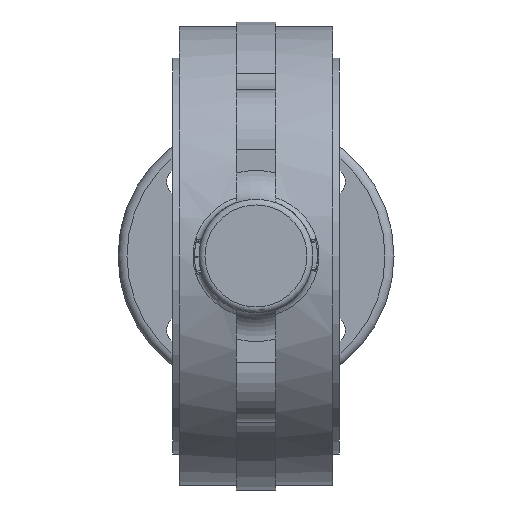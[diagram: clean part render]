
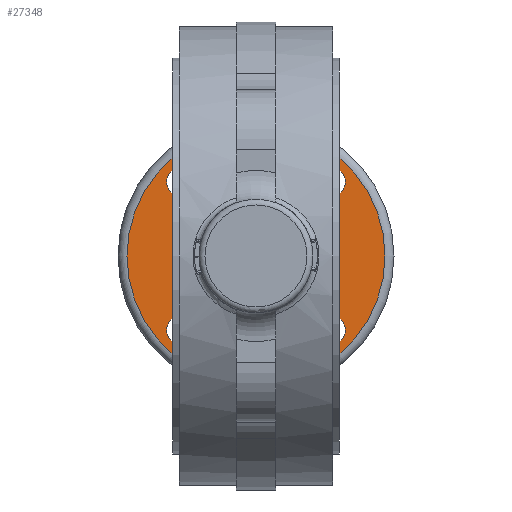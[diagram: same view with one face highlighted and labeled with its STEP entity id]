
A CAD part, front view. The second image highlights one B-rep face of the part: STEP entity #27348.
In plain terms, the highlighted planar face has unit normal (0, -1, 0).
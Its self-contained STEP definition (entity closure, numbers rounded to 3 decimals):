
#480=PLANE('',#28794);
#1174=FACE_BOUND('',#2536,.T.);
#1175=FACE_BOUND('',#2537,.T.);
#1176=FACE_BOUND('',#2538,.T.);
#1177=FACE_BOUND('',#2539,.T.);
#1178=FACE_BOUND('',#2540,.T.);
#1355=FACE_OUTER_BOUND('',#2535,.T.);
#2535=EDGE_LOOP('',(#18991,#18992));
#2536=EDGE_LOOP('',(#18993,#18994));
#2537=EDGE_LOOP('',(#18995,#18996));
#2538=EDGE_LOOP('',(#18997,#18998));
#2539=EDGE_LOOP('',(#18999,#19000));
#2540=EDGE_LOOP('',(#19001,#19002));
#3988=CIRCLE('',#28795,43.);
#3989=CIRCLE('',#28796,43.);
#3990=CIRCLE('',#28797,5.);
#3991=CIRCLE('',#28798,5.);
#3992=CIRCLE('',#28799,5.);
#3993=CIRCLE('',#28800,5.);
#3994=CIRCLE('',#28801,5.);
#3995=CIRCLE('',#28802,5.);
#3996=CIRCLE('',#28803,5.);
#3997=CIRCLE('',#28804,5.);
#3998=CIRCLE('',#28805,25.);
#3999=CIRCLE('',#28806,25.);
#11120=VERTEX_POINT('',#44937);
#11121=VERTEX_POINT('',#44938);
#11122=VERTEX_POINT('',#44941);
#11123=VERTEX_POINT('',#44942);
#11124=VERTEX_POINT('',#44945);
#11125=VERTEX_POINT('',#44946);
#11126=VERTEX_POINT('',#44949);
#11127=VERTEX_POINT('',#44950);
#11128=VERTEX_POINT('',#44953);
#11129=VERTEX_POINT('',#44954);
#11130=VERTEX_POINT('',#44957);
#11131=VERTEX_POINT('',#44958);
#14569=EDGE_CURVE('',#11120,#11121,#3988,.F.);
#14570=EDGE_CURVE('',#11121,#11120,#3989,.F.);
#14571=EDGE_CURVE('',#11122,#11123,#3990,.F.);
#14572=EDGE_CURVE('',#11123,#11122,#3991,.F.);
#14573=EDGE_CURVE('',#11124,#11125,#3992,.F.);
#14574=EDGE_CURVE('',#11125,#11124,#3993,.F.);
#14575=EDGE_CURVE('',#11126,#11127,#3994,.F.);
#14576=EDGE_CURVE('',#11127,#11126,#3995,.F.);
#14577=EDGE_CURVE('',#11128,#11129,#3996,.F.);
#14578=EDGE_CURVE('',#11129,#11128,#3997,.F.);
#14579=EDGE_CURVE('',#11130,#11131,#3998,.T.);
#14580=EDGE_CURVE('',#11131,#11130,#3999,.T.);
#18991=ORIENTED_EDGE('',*,*,#14569,.T.);
#18992=ORIENTED_EDGE('',*,*,#14570,.T.);
#18993=ORIENTED_EDGE('',*,*,#14571,.F.);
#18994=ORIENTED_EDGE('',*,*,#14572,.F.);
#18995=ORIENTED_EDGE('',*,*,#14573,.F.);
#18996=ORIENTED_EDGE('',*,*,#14574,.F.);
#18997=ORIENTED_EDGE('',*,*,#14575,.F.);
#18998=ORIENTED_EDGE('',*,*,#14576,.F.);
#18999=ORIENTED_EDGE('',*,*,#14577,.F.);
#19000=ORIENTED_EDGE('',*,*,#14578,.F.);
#19001=ORIENTED_EDGE('',*,*,#14579,.T.);
#19002=ORIENTED_EDGE('',*,*,#14580,.T.);
#27348=ADVANCED_FACE('',(#1355,#1174,#1175,#1176,#1177,#1178),#480,.F.);
#28794=AXIS2_PLACEMENT_3D('',#44936,#30386,#30387);
#28795=AXIS2_PLACEMENT_3D('',#44939,#30388,#30389);
#28796=AXIS2_PLACEMENT_3D('',#44940,#30390,#30391);
#28797=AXIS2_PLACEMENT_3D('',#44943,#30392,#30393);
#28798=AXIS2_PLACEMENT_3D('',#44944,#30394,#30395);
#28799=AXIS2_PLACEMENT_3D('',#44947,#30396,#30397);
#28800=AXIS2_PLACEMENT_3D('',#44948,#30398,#30399);
#28801=AXIS2_PLACEMENT_3D('',#44951,#30400,#30401);
#28802=AXIS2_PLACEMENT_3D('',#44952,#30402,#30403);
#28803=AXIS2_PLACEMENT_3D('',#44955,#30404,#30405);
#28804=AXIS2_PLACEMENT_3D('',#44956,#30406,#30407);
#28805=AXIS2_PLACEMENT_3D('',#44959,#30408,#30409);
#28806=AXIS2_PLACEMENT_3D('',#44960,#30410,#30411);
#30386=DIRECTION('center_axis',(0.,1.,0.));
#30387=DIRECTION('ref_axis',(0.,0.,1.));
#30388=DIRECTION('center_axis',(0.,1.,0.));
#30389=DIRECTION('ref_axis',(0.,0.,1.));
#30390=DIRECTION('center_axis',(0.,1.,0.));
#30391=DIRECTION('ref_axis',(0.,0.,1.));
#30392=DIRECTION('center_axis',(0.,1.,0.));
#30393=DIRECTION('ref_axis',(0.,0.,1.));
#30394=DIRECTION('center_axis',(0.,1.,0.));
#30395=DIRECTION('ref_axis',(0.,0.,1.));
#30396=DIRECTION('center_axis',(0.,1.,0.));
#30397=DIRECTION('ref_axis',(0.,0.,1.));
#30398=DIRECTION('center_axis',(0.,1.,0.));
#30399=DIRECTION('ref_axis',(0.,0.,1.));
#30400=DIRECTION('center_axis',(0.,1.,0.));
#30401=DIRECTION('ref_axis',(0.,0.,1.));
#30402=DIRECTION('center_axis',(0.,1.,0.));
#30403=DIRECTION('ref_axis',(0.,0.,1.));
#30404=DIRECTION('center_axis',(0.,1.,0.));
#30405=DIRECTION('ref_axis',(0.,0.,1.));
#30406=DIRECTION('center_axis',(0.,1.,0.));
#30407=DIRECTION('ref_axis',(0.,0.,1.));
#30408=DIRECTION('center_axis',(0.,1.,0.));
#30409=DIRECTION('ref_axis',(0.,0.,1.));
#30410=DIRECTION('center_axis',(0.,1.,0.));
#30411=DIRECTION('ref_axis',(0.,0.,1.));
#44936=CARTESIAN_POINT('Origin',(0.,187.,0.));
#44937=CARTESIAN_POINT('',(0.,187.,43.));
#44938=CARTESIAN_POINT('',(0.,187.,-43.));
#44939=CARTESIAN_POINT('Origin',(0.,187.,0.));
#44940=CARTESIAN_POINT('Origin',(0.,187.,0.));
#44941=CARTESIAN_POINT('',(24.749,187.,29.749));
#44942=CARTESIAN_POINT('',(24.749,187.,19.749));
#44943=CARTESIAN_POINT('Origin',(24.749,187.,24.749));
#44944=CARTESIAN_POINT('Origin',(24.749,187.,24.749));
#44945=CARTESIAN_POINT('',(-24.749,187.,29.749));
#44946=CARTESIAN_POINT('',(-24.749,187.,19.749));
#44947=CARTESIAN_POINT('Origin',(-24.749,187.,24.749));
#44948=CARTESIAN_POINT('Origin',(-24.749,187.,24.749));
#44949=CARTESIAN_POINT('',(-24.749,187.,-19.749));
#44950=CARTESIAN_POINT('',(-24.749,187.,-29.749));
#44951=CARTESIAN_POINT('Origin',(-24.749,187.,-24.749));
#44952=CARTESIAN_POINT('Origin',(-24.749,187.,-24.749));
#44953=CARTESIAN_POINT('',(24.749,187.,-19.749));
#44954=CARTESIAN_POINT('',(24.749,187.,-29.749));
#44955=CARTESIAN_POINT('Origin',(24.749,187.,-24.749));
#44956=CARTESIAN_POINT('Origin',(24.749,187.,-24.749));
#44957=CARTESIAN_POINT('',(0.,187.,25.));
#44958=CARTESIAN_POINT('',(0.,187.,-25.));
#44959=CARTESIAN_POINT('Origin',(0.,187.,0.));
#44960=CARTESIAN_POINT('Origin',(0.,187.,0.));
